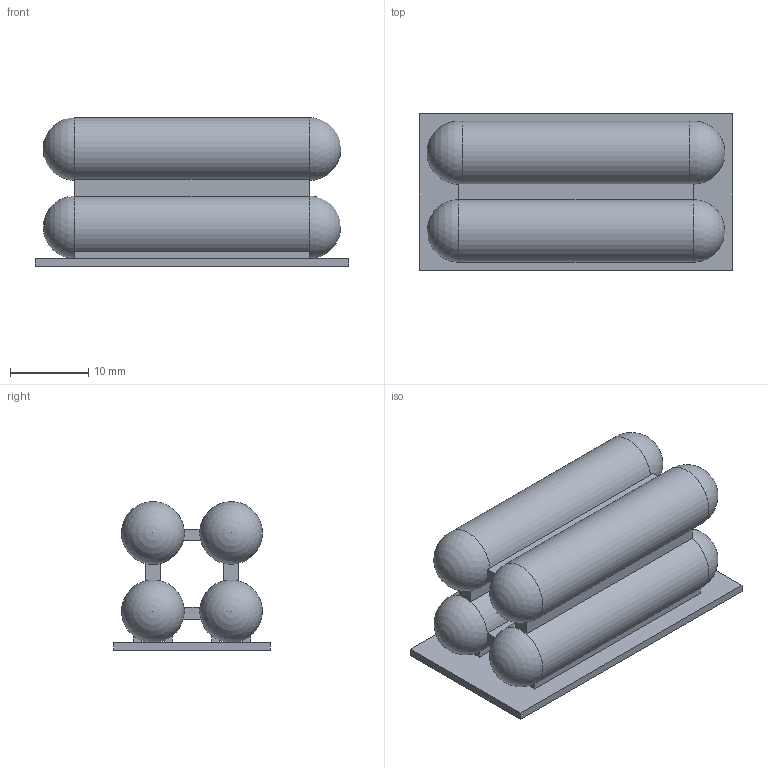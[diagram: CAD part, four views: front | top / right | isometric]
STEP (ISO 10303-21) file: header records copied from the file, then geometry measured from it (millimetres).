
FILE_DESCRIPTION(/* description */ (''),/* implementation_level */ '2;1');
FILE_NAME(/* name */ '8 v1.step',/* time_stamp */ '2020-04-14T02:48:24+07:00',/* author */ (''),/* organization */ (''),/* preprocessor_version */ 'ST-DEVELOPER v18',/* originating_system */ 'Autodesk Translation Framework v8.12.0.6',/* authorisation */ '');
FILE_SCHEMA (('AUTOMOTIVE_DESIGN { 1 0 10303 214 3 1 1 }'));
Length unit declared in the file: millimetre
Products named in the file (1): 8
Bounding box: 40 x 20 x 19 mm (x, y, z)
Volume: 7170.2 mm3; surface area: 6086.2 mm2
Topology: 1 solids, 1 shells, 66 faces, 200 edges, 116 vertices
Faces by surface type: plane 48, cylinder 10, sphere 8
Entity records: 2229 total; most frequent: DIRECTION 402, ORIENTED_EDGE 384, CARTESIAN_POINT 375, EDGE_CURVE 192, AXIS2_PLACEMENT_3D 143, LINE 116, VECTOR 116, VERTEX_POINT 116
